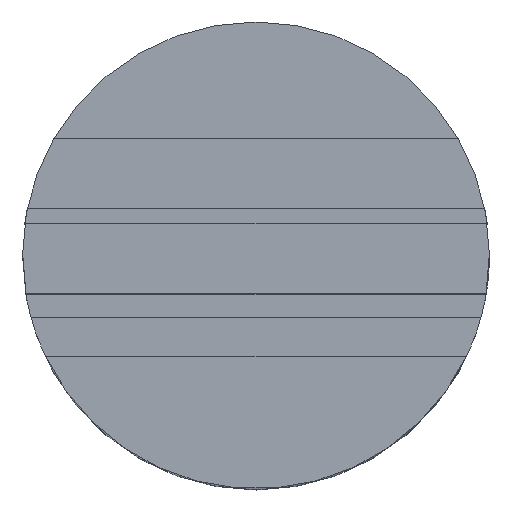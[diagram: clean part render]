
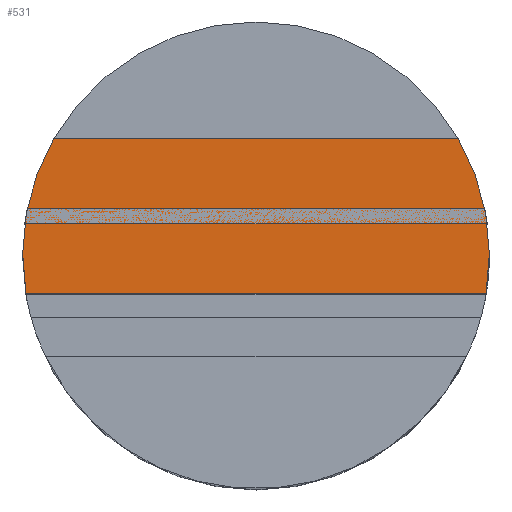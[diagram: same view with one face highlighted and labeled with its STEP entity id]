
A CAD part, top view. The second image highlights one B-rep face of the part: STEP entity #531.
In plain terms, the highlighted planar face has unit normal (0, 0, 1).
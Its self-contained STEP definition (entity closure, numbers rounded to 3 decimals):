
#48=PLANE('',#602);
#93=FACE_OUTER_BOUND('',#131,.T.);
#131=EDGE_LOOP('',(#489,#490,#491,#492));
#167=LINE('',#913,#207);
#170=LINE('',#921,#210);
#207=VECTOR('',#758,10.);
#210=VECTOR('',#767,10.);
#239=CIRCLE('',#598,3.);
#240=CIRCLE('',#601,3.);
#282=VERTEX_POINT('',#910);
#283=VERTEX_POINT('',#912);
#284=VERTEX_POINT('',#916);
#285=VERTEX_POINT('',#920);
#348=EDGE_CURVE('',#283,#282,#167,.T.);
#350=EDGE_CURVE('',#284,#283,#239,.T.);
#352=EDGE_CURVE('',#285,#284,#170,.T.);
#354=EDGE_CURVE('',#282,#285,#240,.T.);
#489=ORIENTED_EDGE('',*,*,#354,.T.);
#490=ORIENTED_EDGE('',*,*,#352,.T.);
#491=ORIENTED_EDGE('',*,*,#350,.T.);
#492=ORIENTED_EDGE('',*,*,#348,.T.);
#531=ADVANCED_FACE('',(#93),#48,.T.);
#598=AXIS2_PLACEMENT_3D('',#917,#762,#763);
#601=AXIS2_PLACEMENT_3D('',#924,#771,#772);
#602=AXIS2_PLACEMENT_3D('',#925,#773,#774);
#758=DIRECTION('',(-1.,0.,0.));
#762=DIRECTION('center_axis',(0.,0.,1.));
#763=DIRECTION('ref_axis',(0.986,-0.167,0.));
#767=DIRECTION('',(1.,0.,0.));
#771=DIRECTION('center_axis',(0.,0.,1.));
#772=DIRECTION('ref_axis',(-0.866,0.5,0.));
#773=DIRECTION('center_axis',(0.,0.,1.));
#774=DIRECTION('ref_axis',(-1.,0.,0.));
#910=CARTESIAN_POINT('',(-2.598,1.5,18.1));
#912=CARTESIAN_POINT('',(2.598,1.5,18.1));
#913=CARTESIAN_POINT('',(0.,1.5,18.1));
#916=CARTESIAN_POINT('',(2.958,-0.5,18.1));
#917=CARTESIAN_POINT('Origin',(0.,0.,18.1));
#920=CARTESIAN_POINT('',(-2.958,-0.5,18.1));
#921=CARTESIAN_POINT('',(0.,-0.5,18.1));
#924=CARTESIAN_POINT('Origin',(0.,0.,18.1));
#925=CARTESIAN_POINT('Origin',(0.,0.,18.1));
